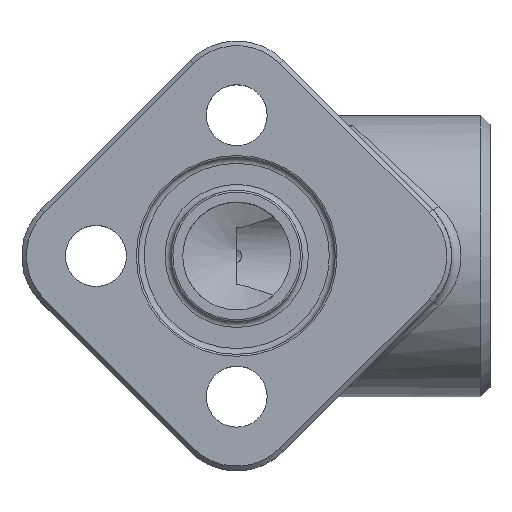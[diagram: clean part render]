
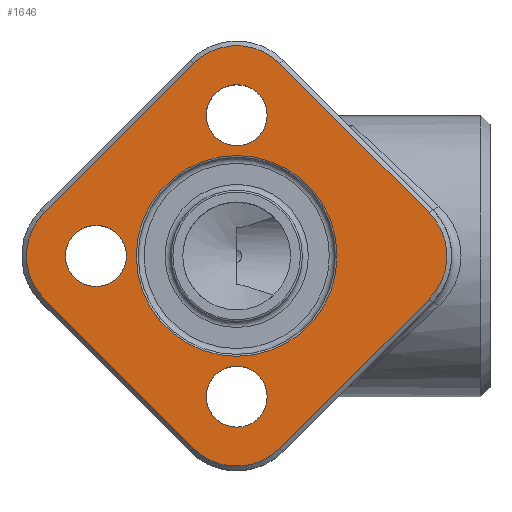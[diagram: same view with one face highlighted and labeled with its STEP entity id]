
A CAD part, top view. The second image highlights one B-rep face of the part: STEP entity #1646.
In plain terms, the highlighted planar face has unit normal (0, 0, 1).
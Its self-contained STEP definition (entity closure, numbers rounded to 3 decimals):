
#69=PLANE('',#1834);
#119=LINE('',#2918,#167);
#120=LINE('',#2922,#168);
#121=LINE('',#2926,#169);
#122=LINE('',#2927,#170);
#167=VECTOR('',#2130,1000.);
#168=VECTOR('',#2133,1000.);
#169=VECTOR('',#2136,1000.);
#170=VECTOR('',#2137,1000.);
#510=ORIENTED_EDGE('',*,*,#845,.T.);
#511=ORIENTED_EDGE('',*,*,#964,.T.);
#512=ORIENTED_EDGE('',*,*,#965,.T.);
#513=ORIENTED_EDGE('',*,*,#966,.T.);
#514=ORIENTED_EDGE('',*,*,#967,.T.);
#515=ORIENTED_EDGE('',*,*,#968,.T.);
#516=ORIENTED_EDGE('',*,*,#969,.T.);
#517=ORIENTED_EDGE('',*,*,#858,.T.);
#518=ORIENTED_EDGE('',*,*,#970,.T.);
#519=ORIENTED_EDGE('',*,*,#892,.F.);
#520=ORIENTED_EDGE('',*,*,#890,.F.);
#521=ORIENTED_EDGE('',*,*,#894,.F.);
#845=EDGE_CURVE('',#1087,#1087,#1231,.T.);
#858=EDGE_CURVE('',#1098,#1099,#1242,.T.);
#890=EDGE_CURVE('',#1127,#1127,#1266,.T.);
#892=EDGE_CURVE('',#1129,#1129,#1268,.T.);
#894=EDGE_CURVE('',#1131,#1131,#1270,.T.);
#964=EDGE_CURVE('',#1191,#1192,#1280,.T.);
#965=EDGE_CURVE('',#1192,#1193,#119,.T.);
#966=EDGE_CURVE('',#1193,#1194,#1281,.T.);
#967=EDGE_CURVE('',#1194,#1195,#120,.T.);
#968=EDGE_CURVE('',#1195,#1196,#1282,.T.);
#969=EDGE_CURVE('',#1196,#1098,#121,.T.);
#970=EDGE_CURVE('',#1099,#1191,#122,.T.);
#1087=VERTEX_POINT('',#2457);
#1098=VERTEX_POINT('',#2490);
#1099=VERTEX_POINT('',#2491);
#1127=VERTEX_POINT('',#2561);
#1129=VERTEX_POINT('',#2566);
#1131=VERTEX_POINT('',#2571);
#1191=VERTEX_POINT('',#2916);
#1192=VERTEX_POINT('',#2917);
#1193=VERTEX_POINT('',#2919);
#1194=VERTEX_POINT('',#2921);
#1195=VERTEX_POINT('',#2923);
#1196=VERTEX_POINT('',#2925);
#1231=CIRCLE('',#1751,10.7);
#1242=CIRCLE('',#1771,6.5);
#1266=CIRCLE('',#1805,3.25);
#1268=CIRCLE('',#1808,3.25);
#1270=CIRCLE('',#1811,3.25);
#1280=CIRCLE('',#1835,6.5);
#1281=CIRCLE('',#1836,6.5);
#1282=CIRCLE('',#1837,6.5);
#1359=EDGE_LOOP('',(#510));
#1360=EDGE_LOOP('',(#511,#512,#513,#514,#515,#516,#517,#518));
#1361=EDGE_LOOP('',(#519));
#1362=EDGE_LOOP('',(#520));
#1363=EDGE_LOOP('',(#521));
#1509=FACE_BOUND('',#1359,.T.);
#1510=FACE_BOUND('',#1360,.T.);
#1511=FACE_BOUND('',#1361,.T.);
#1512=FACE_BOUND('',#1362,.T.);
#1513=FACE_BOUND('',#1363,.T.);
#1646=ADVANCED_FACE('',(#1509,#1510,#1511,#1512,#1513),#69,.T.);
#1751=AXIS2_PLACEMENT_3D('',#2456,#1922,#1923);
#1771=AXIS2_PLACEMENT_3D('',#2489,#1964,#1965);
#1805=AXIS2_PLACEMENT_3D('',#2560,#2040,#2041);
#1808=AXIS2_PLACEMENT_3D('',#2565,#2046,#2047);
#1811=AXIS2_PLACEMENT_3D('',#2570,#2052,#2053);
#1834=AXIS2_PLACEMENT_3D('',#2914,#2126,#2127);
#1835=AXIS2_PLACEMENT_3D('',#2915,#2128,#2129);
#1836=AXIS2_PLACEMENT_3D('',#2920,#2131,#2132);
#1837=AXIS2_PLACEMENT_3D('',#2924,#2134,#2135);
#1922=DIRECTION('',(0.,0.,-1.));
#1923=DIRECTION('',(1.,0.,0.));
#1964=DIRECTION('',(0.,0.,1.));
#1965=DIRECTION('',(1.,0.,0.));
#2040=DIRECTION('',(0.,0.,1.));
#2041=DIRECTION('',(1.,0.,0.));
#2046=DIRECTION('',(0.,0.,1.));
#2047=DIRECTION('',(1.,0.,0.));
#2052=DIRECTION('',(0.,0.,1.));
#2053=DIRECTION('',(1.,0.,0.));
#2126=DIRECTION('',(0.,0.,1.));
#2127=DIRECTION('',(1.,0.,0.));
#2128=DIRECTION('',(0.,0.,1.));
#2129=DIRECTION('',(1.,0.,0.));
#2130=DIRECTION('',(0.707,0.707,0.));
#2131=DIRECTION('',(0.,0.,1.));
#2132=DIRECTION('',(1.,0.,0.));
#2133=DIRECTION('',(-0.707,0.707,0.));
#2134=DIRECTION('',(0.,0.,1.));
#2135=DIRECTION('',(1.,0.,0.));
#2136=DIRECTION('',(-0.707,-0.707,0.));
#2137=DIRECTION('',(0.707,-0.707,0.));
#2456=CARTESIAN_POINT('',(0.,0.,10.));
#2457=CARTESIAN_POINT('',(10.7,0.,10.));
#2489=CARTESIAN_POINT('',(-15.91,0.,10.));
#2490=CARTESIAN_POINT('',(-20.506,4.596,10.));
#2491=CARTESIAN_POINT('',(-20.506,-4.596,10.));
#2560=CARTESIAN_POINT('',(-15.,0.,10.));
#2561=CARTESIAN_POINT('',(-11.75,0.,10.));
#2565=CARTESIAN_POINT('',(0.,-15.,10.));
#2566=CARTESIAN_POINT('',(3.25,-15.,10.));
#2570=CARTESIAN_POINT('',(0.,15.,10.));
#2571=CARTESIAN_POINT('',(3.25,15.,10.));
#2914=CARTESIAN_POINT('',(0.,0.,10.));
#2915=CARTESIAN_POINT('',(0.,-15.91,10.));
#2916=CARTESIAN_POINT('',(-4.596,-20.506,10.));
#2917=CARTESIAN_POINT('',(4.596,-20.506,10.));
#2918=CARTESIAN_POINT('',(20.506,-4.596,10.));
#2919=CARTESIAN_POINT('',(20.506,-4.596,10.));
#2920=CARTESIAN_POINT('',(15.91,0.,10.));
#2921=CARTESIAN_POINT('',(20.506,4.596,10.));
#2922=CARTESIAN_POINT('',(4.596,20.506,10.));
#2923=CARTESIAN_POINT('',(4.596,20.506,10.));
#2924=CARTESIAN_POINT('',(0.,15.91,10.));
#2925=CARTESIAN_POINT('',(-4.596,20.506,10.));
#2926=CARTESIAN_POINT('',(-20.506,4.596,10.));
#2927=CARTESIAN_POINT('',(-4.596,-20.506,10.));
